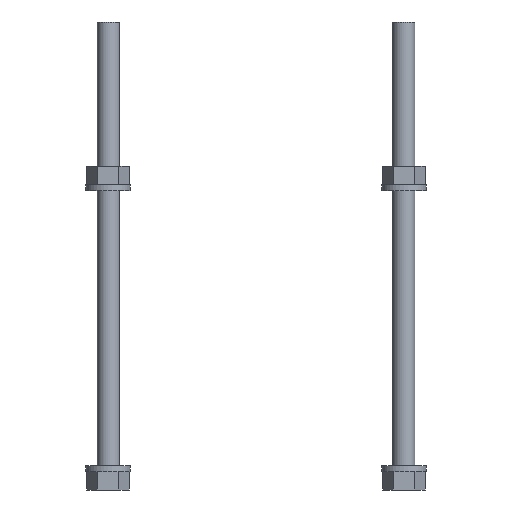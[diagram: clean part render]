
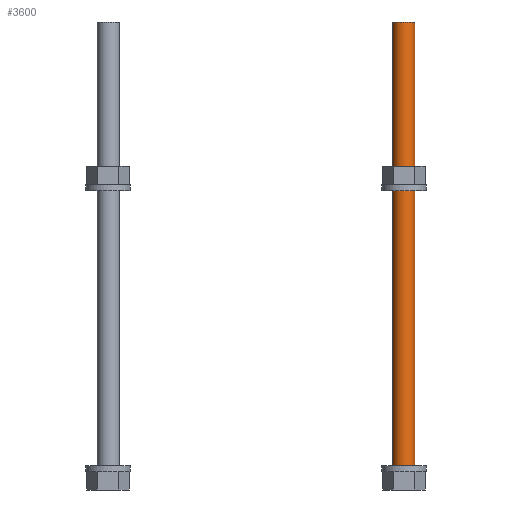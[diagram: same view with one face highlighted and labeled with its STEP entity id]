
A CAD part, front view. The second image highlights one B-rep face of the part: STEP entity #3600.
In plain terms, the highlighted cylindrical face has radius 3 mm (diameter 6 mm), a partial arc.
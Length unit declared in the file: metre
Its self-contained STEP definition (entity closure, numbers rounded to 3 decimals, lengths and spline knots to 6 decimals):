
#261 = CARTESIAN_POINT('', (0.043, -0.04, 0));
#262 = VERTEX_POINT('', #261);
#263 = CARTESIAN_POINT('', (0.043, -0.04, 0.12));
#264 = VERTEX_POINT('', #263);
#265 = CARTESIAN_POINT('', (0.037, -0.04, 0));
#266 = VERTEX_POINT('', #265);
#267 = CARTESIAN_POINT('', (0.037, -0.04, 0.12));
#268 = VERTEX_POINT('', #267);
#1322 = DIRECTION('', (0, -0, 1));
#1323 = VECTOR('', #1322, 1);
#1324 = CARTESIAN_POINT('', (0.043, -0.04, 0));
#1325 = LINE('', #1324, #1323);
#1331 = DIRECTION('', (-1, 0, 0));
#1332 = DIRECTION('', (0, 0, 1));
#1333 = CARTESIAN_POINT('', (0.04, -0.04, 0));
#1334 = AXIS2_PLACEMENT_3D('', #1333, #1332, #1331);
#1335 = CIRCLE('', #1334, 0.003);
#1336 = DIRECTION('', (-1, 0, 0));
#1337 = DIRECTION('', (0, 0, 1));
#1338 = CARTESIAN_POINT('', (0.04, -0.04, 0.12));
#1339 = AXIS2_PLACEMENT_3D('', #1338, #1337, #1336);
#1340 = CIRCLE('', #1339, 0.003);
#1341 = DIRECTION('', (0, -0, 1));
#1342 = VECTOR('', #1341, 1);
#1343 = CARTESIAN_POINT('', (0.037, -0.04, 0));
#1344 = LINE('', #1343, #1342);
#2298 = EDGE_CURVE('', #262, #264, #1325, .T.);
#2300 = EDGE_CURVE('', #266, #262, #1335, .T.);
#2301 = EDGE_CURVE('', #268, #264, #1340, .T.);
#2302 = EDGE_CURVE('', #266, #268, #1344, .T.);
#2723 = CARTESIAN_POINT('', (0.04, -0.04, 0.06));
#2724 = DIRECTION('', (0, -0, 1));
#2725 = DIRECTION('', (1, 0, 0));
#2726 = AXIS2_PLACEMENT_3D('', #2723, #2724, #2725);
#2727 = CYLINDRICAL_SURFACE('', #2726, 0.003);
#3594 = ORIENTED_EDGE('', *, *, #2302, .F.);
#3595 = ORIENTED_EDGE('', *, *, #2300, .T.);
#3596 = ORIENTED_EDGE('', *, *, #2298, .T.);
#3597 = ORIENTED_EDGE('', *, *, #2301, .F.);
#3598 = EDGE_LOOP('', (#3594, #3595, #3596, #3597));
#3599 = FACE_BOUND('', #3598, .T.);
#3600 = ADVANCED_FACE('', (#3599), #2727, .T.);
